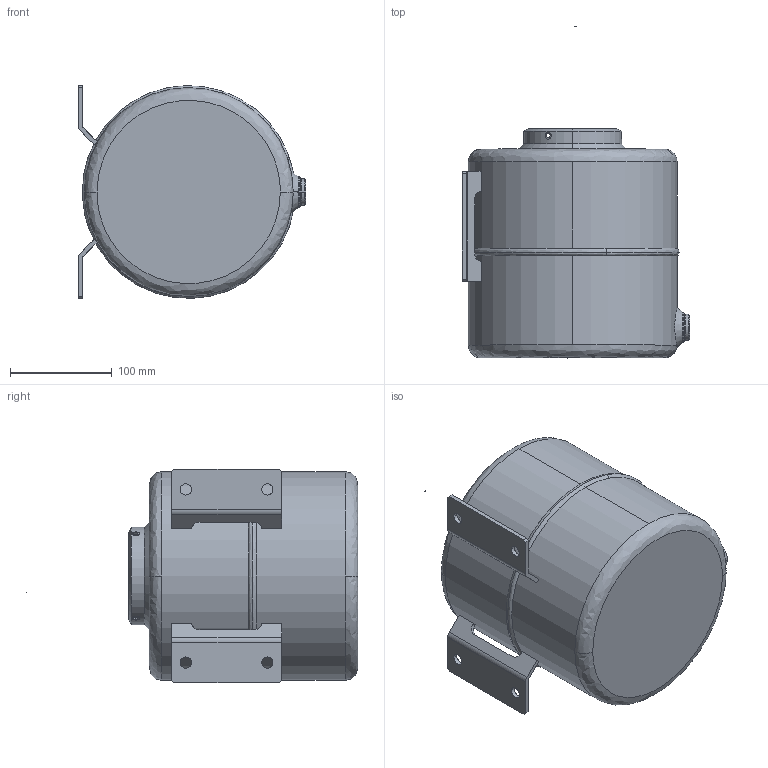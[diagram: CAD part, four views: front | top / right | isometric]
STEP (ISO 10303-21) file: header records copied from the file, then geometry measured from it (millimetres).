
FILE_DESCRIPTION (( 'STEP AP203' ), '1' );
FILE_NAME ('RP6.STEP', '2018-08-09T08:30:12', ( 'admin' ), ( 'Microsoft' ), 'SwSTEP 2.0', 'SolidWorks 2015', '' );
FILE_SCHEMA (( 'CONFIG_CONTROL_DESIGN' ));
Length unit declared in the file: millimetre
Products named in the file (1): RP6
Bounding box: 223.5 x 325.91 x 210 mm (x, y, z)
Surface area: 229307.9 mm2 (no closed solid volume)
Topology: 0 solids, 15 shells, 94 faces, 295 edges, 208 vertices
Faces by surface type: plane 41, cylinder 30, cone 14, bspline 9
Entity records: 4930 total; most frequent: CARTESIAN_POINT 2262, DIRECTION 539, ORIENTED_EDGE 486, EDGE_CURVE 295, VERTEX_POINT 208, AXIS2_PLACEMENT_3D 190, VECTOR 159, LINE 159
